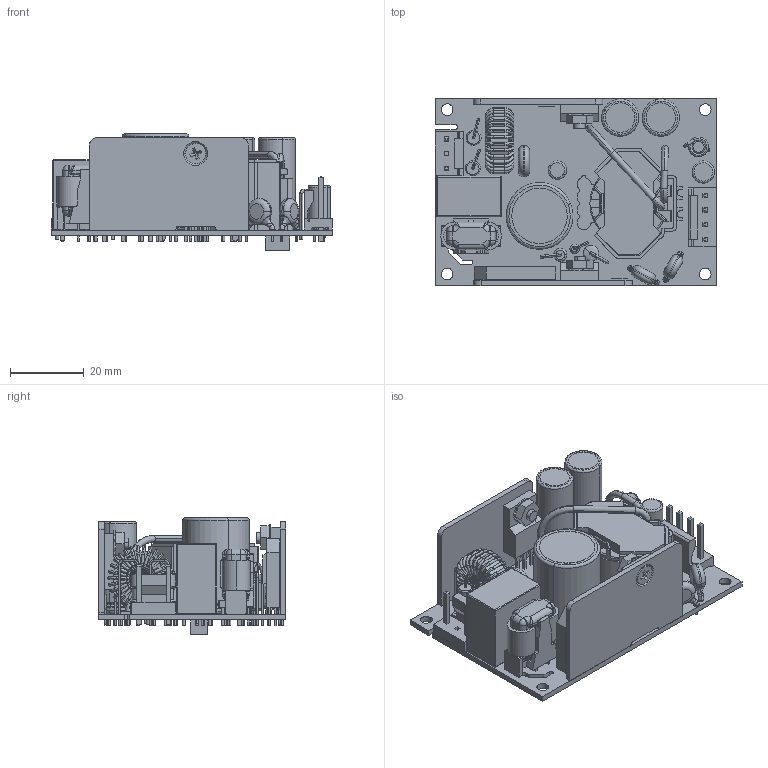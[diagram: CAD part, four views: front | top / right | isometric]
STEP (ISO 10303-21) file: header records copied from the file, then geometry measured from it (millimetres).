
FILE_DESCRIPTION (( 'STEP AP203' ), '1' );
FILE_NAME ('01-SLB65.STEP', '2021-10-08T07:23:51', ( '' ), ( '' ), 'SwSTEP 2.0', 'SolidWorks 2020', '' );
FILE_SCHEMA (( 'CONFIG_CONTROL_DESIGN' ));
Length unit declared in the file: millimetre
Products named in the file (40): C124; 11-31888-XXX; 01-SLB65; R1; 19-35538-0004; 19-36254-3108_B18.6.7M - M3 x 0.5 x 10 Type I Cross Recessed FHMS --10S; Resistor Config_Vertical Mount; EC6 X 12; EC10 X 25; Black wire of T1; Core of T1; Wire of T1; Core of L1; 09-36609-0002; 19-30271-4305; EC5 X 10; 19-36609-0002; 12-34001-1800; Wire of L1; 19-36609-0002-1; D3; White wire of T1; EC18 X 26-L; 18-30821-1002; R5; 02-36609-2171; 05-T1; 05-36428-7003; 10-32298-0025; L30; Bobbin of T1; 19-36609-0001; 19-36609-0001-1; Cover of T1; 18-30820-0004_AMP 640445-4; 05-L1; 20-33191-0008; L1; 09-36609-0001
Assembly tree (47 placements, depth 4):
  01-SLB65
    02-36609-2171
    09-36609-0001
      19-36609-0001-1
        19-36609-0001
        19-35538-0004
      11-31888-XXX
      19-36254-3108_B18.6.7M - M3 x 0.5 x 10 Type I Cross Recessed FHMS --10S
      19-30271-4305
    09-36609-0002
      19-36609-0002-1
        19-36609-0002
        19-35538-0004
      11-31888-XXX
      19-36254-3108_B18.6.7M - M3 x 0.5 x 10 Type I Cross Recessed FHMS --10S
      19-30271-4305
    18-30821-1002
    18-30820-0004_AMP 640445-4
    12-34001-1800
    EC18 X 26-L
    C124  x2
    05-36428-7003
    20-33191-0008  x2
    EC10 X 25  x2
    EC6 X 12
    EC5 X 10
    Resistor Config_Vertical Mount
    R5
    D3
    10-32298-0025
    R1
    L30
    05-L1
      L1
      Core of L1
      Wire of L1  x2
    05-T1
      Bobbin of T1
      Core of T1  x2
      Wire of T1
      Cover of T1
      Black wire of T1
      White wire of T1
Bounding box: 76.28 x 50.8 x 31.4 mm (x, y, z)
Volume: 40112.5 mm3; surface area: 40232.9 mm2
Topology: 49 solids, 49 shells, 2031 faces, 5182 edges, 3229 vertices
Faces by surface type: plane 812, cylinder 721, torus 376, bspline 82, sphere 24, cone 16
Entity records: 66622 total; most frequent: CARTESIAN_POINT 17496, DIRECTION 10061, ORIENTED_EDGE 9164, EDGE_CURVE 4582, AXIS2_PLACEMENT_3D 3969, VERTEX_POINT 2883, CIRCLE 2200, LINE 2123
